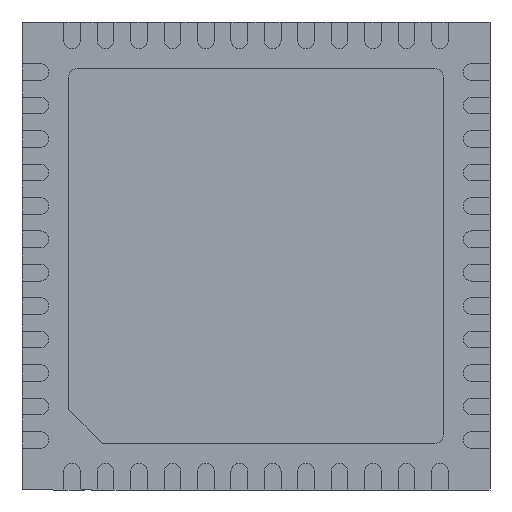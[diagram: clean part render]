
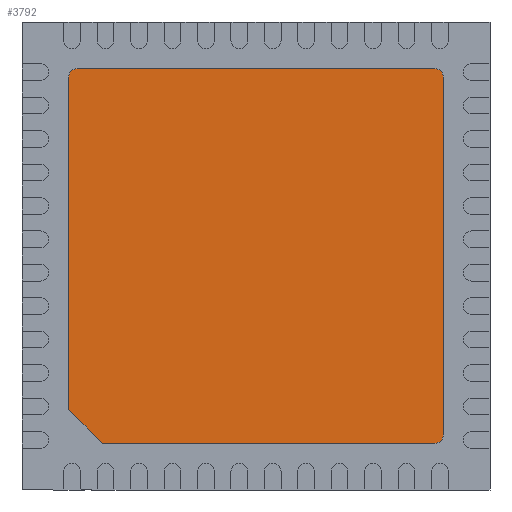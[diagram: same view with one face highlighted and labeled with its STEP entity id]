
A CAD part, front view. The second image highlights one B-rep face of the part: STEP entity #3792.
In plain terms, the highlighted planar face has unit normal (0, -1, 0).
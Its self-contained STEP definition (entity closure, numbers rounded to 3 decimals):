
#138 = EDGE_CURVE ( 'NONE', #9198, #227, #4675, .T. ) ;
#227 = VERTEX_POINT ( 'NONE', #11350 ) ;
#444 = CARTESIAN_POINT ( 'NONE',  ( -2.8, 0., -2.675 ) ) ;
#852 = CARTESIAN_POINT ( 'NONE',  ( 2.675, 0., 2.8 ) ) ;
#1300 = EDGE_CURVE ( 'NONE', #15072, #10386, #6418, .T. ) ;
#1685 = DIRECTION ( 'NONE',  ( 0., 0., -1. ) ) ;
#1842 = EDGE_CURVE ( 'NONE', #10801, #2901, #2682, .T. ) ;
#2369 = EDGE_CURVE ( 'NONE', #5901, #15072, #15850, .T. ) ;
#2454 = CARTESIAN_POINT ( 'NONE',  ( 2.8, 0., 2.675 ) ) ;
#2589 = EDGE_CURVE ( 'NONE', #10386, #13201, #2651, .T. ) ;
#2590 = CARTESIAN_POINT ( 'NONE',  ( 2.675, 0., -2.8 ) ) ;
#2651 = LINE ( 'NONE', #15269, #11394 ) ;
#2682 = LINE ( 'NONE', #444, #6400 ) ;
#2825 = VECTOR ( 'NONE', #13460, 1000. ) ;
#2860 = ORIENTED_EDGE ( 'NONE', *, *, #1300, .T. ) ;
#2901 = VERTEX_POINT ( 'NONE', #4814 ) ;
#3224 = EDGE_CURVE ( 'NONE', #5901, #2901, #11168, .T. ) ;
#3669 = CARTESIAN_POINT ( 'NONE',  ( 2.675, 0., -2.675 ) ) ;
#3788 = DIRECTION ( 'NONE',  ( 1., 0., 0. ) ) ;
#3792 = ADVANCED_FACE ( 'NONE', ( #14077 ), #13278, .T. ) ;
#4454 = DIRECTION ( 'NONE',  ( 0., -1., 0. ) ) ;
#4508 = ORIENTED_EDGE ( 'NONE', *, *, #1842, .T. ) ;
#4609 = AXIS2_PLACEMENT_3D ( 'NONE', #3669, #12453, #5027 ) ;
#4675 = LINE ( 'NONE', #852, #7184 ) ;
#4814 = CARTESIAN_POINT ( 'NONE',  ( -2.8, 0., -2.3 ) ) ;
#4820 = DIRECTION ( 'NONE',  ( 0., -1., 0. ) ) ;
#4999 = CARTESIAN_POINT ( 'NONE',  ( 2.675, 0., 2.675 ) ) ;
#5027 = DIRECTION ( 'NONE',  ( 0., 0., -1. ) ) ;
#5154 = EDGE_CURVE ( 'NONE', #13201, #9198, #14388, .T. ) ;
#5335 = AXIS2_PLACEMENT_3D ( 'NONE', #14568, #4820, #7096 ) ;
#5405 = ORIENTED_EDGE ( 'NONE', *, *, #9704, .T. ) ;
#5717 = DIRECTION ( 'NONE',  ( 0., 0., -1. ) ) ;
#5901 = VERTEX_POINT ( 'NONE', #6034 ) ;
#5978 = DIRECTION ( 'NONE',  ( -1., 0., 0. ) ) ;
#6034 = CARTESIAN_POINT ( 'NONE',  ( -2.3, 0., -2.8 ) ) ;
#6046 = DIRECTION ( 'NONE',  ( 0., -1., 0. ) ) ;
#6400 = VECTOR ( 'NONE', #1685, 1000. ) ;
#6418 = CIRCLE ( 'NONE', #4609, 0.125 ) ;
#7096 = DIRECTION ( 'NONE',  ( 0., 0., -1. ) ) ;
#7173 = CARTESIAN_POINT ( 'NONE',  ( -2.8, 0., -2.3 ) ) ;
#7184 = VECTOR ( 'NONE', #5978, 1000. ) ;
#7899 = DIRECTION ( 'NONE',  ( 0., 0., 1. ) ) ;
#8686 = ORIENTED_EDGE ( 'NONE', *, *, #5154, .T. ) ;
#9198 = VERTEX_POINT ( 'NONE', #15775 ) ;
#9575 = CARTESIAN_POINT ( 'NONE',  ( 2.8, 0., -2.675 ) ) ;
#9704 = EDGE_CURVE ( 'NONE', #227, #10801, #11981, .T. ) ;
#9921 = CARTESIAN_POINT ( 'NONE',  ( 2.675, 0., -2.8 ) ) ;
#10386 = VERTEX_POINT ( 'NONE', #9575 ) ;
#10584 = CARTESIAN_POINT ( 'NONE',  ( -2.675, 0., 2.675 ) ) ;
#10801 = VERTEX_POINT ( 'NONE', #14332 ) ;
#10957 = ORIENTED_EDGE ( 'NONE', *, *, #138, .T. ) ;
#11168 = LINE ( 'NONE', #7173, #2825 ) ;
#11350 = CARTESIAN_POINT ( 'NONE',  ( -2.675, 0., 2.8 ) ) ;
#11394 = VECTOR ( 'NONE', #7899, 1000. ) ;
#11981 = CIRCLE ( 'NONE', #12253, 0.125 ) ;
#12091 = AXIS2_PLACEMENT_3D ( 'NONE', #4999, #6046, #12312 ) ;
#12253 = AXIS2_PLACEMENT_3D ( 'NONE', #10584, #4454, #5717 ) ;
#12312 = DIRECTION ( 'NONE',  ( 0., 0., -1. ) ) ;
#12453 = DIRECTION ( 'NONE',  ( 0., -1., 0. ) ) ;
#12843 = ORIENTED_EDGE ( 'NONE', *, *, #3224, .F. ) ;
#12886 = EDGE_LOOP ( 'NONE', ( #12843, #13049, #2860, #13348, #8686, #10957, #5405, #4508 ) ) ;
#13049 = ORIENTED_EDGE ( 'NONE', *, *, #2369, .T. ) ;
#13201 = VERTEX_POINT ( 'NONE', #2454 ) ;
#13278 = PLANE ( 'NONE',  #5335 ) ;
#13348 = ORIENTED_EDGE ( 'NONE', *, *, #2589, .T. ) ;
#13460 = DIRECTION ( 'NONE',  ( -0.707, 0., 0.707 ) ) ;
#14077 = FACE_OUTER_BOUND ( 'NONE', #12886, .T. ) ;
#14332 = CARTESIAN_POINT ( 'NONE',  ( -2.8, 0., 2.675 ) ) ;
#14388 = CIRCLE ( 'NONE', #12091, 0.125 ) ;
#14568 = CARTESIAN_POINT ( 'NONE',  ( 2.675, 0., 2.675 ) ) ;
#15072 = VERTEX_POINT ( 'NONE', #2590 ) ;
#15269 = CARTESIAN_POINT ( 'NONE',  ( 2.8, 0., -2.675 ) ) ;
#15461 = VECTOR ( 'NONE', #3788, 1000. ) ;
#15775 = CARTESIAN_POINT ( 'NONE',  ( 2.675, 0., 2.8 ) ) ;
#15850 = LINE ( 'NONE', #9921, #15461 ) ;
